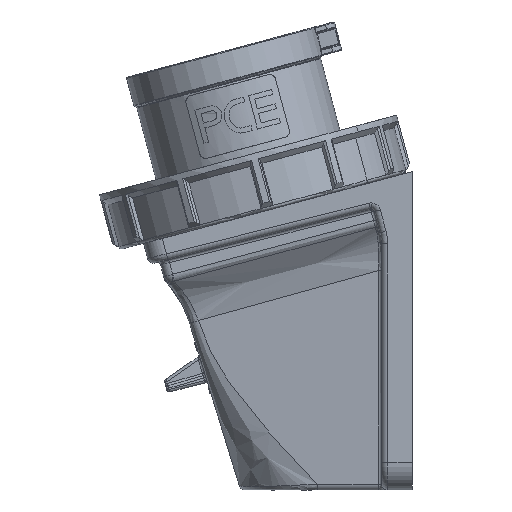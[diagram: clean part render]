
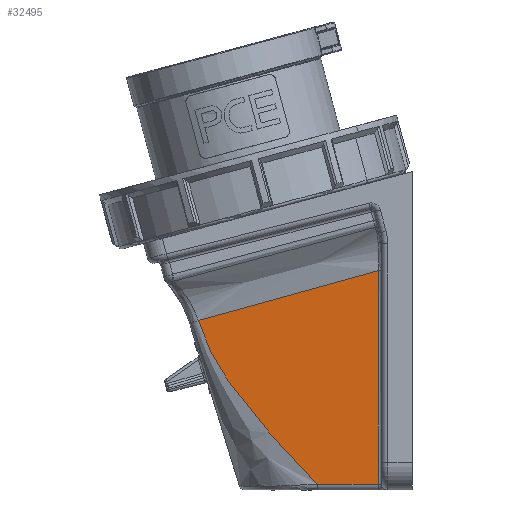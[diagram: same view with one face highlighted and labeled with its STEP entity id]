
A CAD part, left-side view. The second image highlights one B-rep face of the part: STEP entity #32495.
In plain terms, the highlighted planar face has unit normal (-0.998, 0.001, -0.056).
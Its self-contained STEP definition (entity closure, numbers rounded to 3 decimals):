
#77 = AXIS2_PLACEMENT_3D ( 'NONE', #76613, #3216, #54643 ) ;
#2592 = CARTESIAN_POINT ( 'NONE',  ( -25.234, 30.722, -101.112 ) ) ;
#3216 = DIRECTION ( 'NONE',  ( -0.998, 0.001, -0.056 ) ) ;
#4715 = EDGE_CURVE ( 'NONE', #34212, #5243, #55345, .T. ) ;
#5007 = EDGE_CURVE ( 'NONE', #40883, #89528, #50691, .T. ) ;
#5243 = VERTEX_POINT ( 'NONE', #59402 ) ;
#5694 = ORIENTED_EDGE ( 'NONE', *, *, #4715, .T. ) ;
#12889 = VECTOR ( 'NONE', #39167, 1000. ) ;
#13181 = CARTESIAN_POINT ( 'NONE',  ( -28.162, 69.246, -48.207 ) ) ;
#13479 = FACE_OUTER_BOUND ( 'NONE', #16076, .T. ) ;
#16076 = EDGE_LOOP ( 'NONE', ( #30309, #93599, #33922, #63032, #5694 ) ) ;
#18105 = CARTESIAN_POINT ( 'NONE',  ( -28.159, 69.226, -48.273 ) ) ;
#27675 = CARTESIAN_POINT ( 'NONE',  ( -29.135, 10.999, -32.046 ) ) ;
#28679 = EDGE_CURVE ( 'NONE', #5243, #88061, #75907, .T. ) ;
#30309 = ORIENTED_EDGE ( 'NONE', *, *, #28679, .T. ) ;
#31896 = CARTESIAN_POINT ( 'NONE',  ( -27.156, 63.736, -66.229 ) ) ;
#32495 = ADVANCED_FACE ( 'NONE', ( #13479 ), #91343, .T. ) ;
#33922 = ORIENTED_EDGE ( 'NONE', *, *, #5007, .T. ) ;
#34212 = VERTEX_POINT ( 'NONE', #18105 ) ;
#39018 = CARTESIAN_POINT ( 'NONE',  ( -28.16, 69.232, -48.251 ) ) ;
#39167 = DIRECTION ( 'NONE',  ( -0.056, 0., 0.998 ) ) ;
#39282 = CARTESIAN_POINT ( 'NONE',  ( -25.477, 34.899, -96.699 ) ) ;
#40883 = VERTEX_POINT ( 'NONE', #53295 ) ;
#46430 =( BOUNDED_CURVE ( )  B_SPLINE_CURVE ( 3, ( #68280, #75727, #39018, #90469 ),
 .UNSPECIFIED., .F., .F. ) 
 B_SPLINE_CURVE_WITH_KNOTS ( ( 4, 4 ),
 ( 4.394, 4.396 ),
 .UNSPECIFIED. ) 
 CURVE ( )  GEOMETRIC_REPRESENTATION_ITEM ( )  RATIONAL_B_SPLINE_CURVE ( ( 1., 1., 1., 1. ) ) 
 REPRESENTATION_ITEM ( '' )  );
#46638 = CARTESIAN_POINT ( 'NONE',  ( -25.315, 32.114, -99.641 ) ) ;
#46954 = CARTESIAN_POINT ( 'NONE',  ( -28.162, 69.246, -48.207 ) ) ;
#47362 = LINE ( 'NONE', #68428, #12889 ) ;
#49828 = CARTESIAN_POINT ( 'NONE',  ( -28.81, 30.412, -37.441 ) ) ;
#50691 = B_SPLINE_CURVE_WITH_KNOTS ( 'NONE', 3,
 ( #27675, #49828, #93903, #13181 ),
 .UNSPECIFIED., .F., .F.,
 ( 4, 4 ),
 ( 0.001, 0.061 ),
 .UNSPECIFIED. ) ;
#52569 = EDGE_CURVE ( 'NONE', #89528, #34212, #46430, .T. ) ;
#53295 = CARTESIAN_POINT ( 'NONE',  ( -29.135, 10.999, -32.046 ) ) ;
#54643 = DIRECTION ( 'NONE',  ( -0.056, 0., 0.998 ) ) ;
#55175 = CARTESIAN_POINT ( 'NONE',  ( -25.257, 9.993, -101.112 ) ) ;
#55345 = B_SPLINE_CURVE_WITH_KNOTS ( 'NONE', 3,
 ( #83351, #31896, #75980, #39282, #90724, #46638, #2592 ),
 .UNSPECIFIED., .F., .F.,
 ( 4, 3, 4 ),
 ( -0.224, -0.167, -0.162 ),
 .UNSPECIFIED. ) ;
#58553 = VECTOR ( 'NONE', #62597, 1000. ) ;
#59402 = CARTESIAN_POINT ( 'NONE',  ( -25.234, 30.722, -101.112 ) ) ;
#62597 = DIRECTION ( 'NONE',  ( -0.001, -1., 0. ) ) ;
#62736 = CARTESIAN_POINT ( 'NONE',  ( -25.255, 10.999, -101.112 ) ) ;
#62772 = EDGE_CURVE ( 'NONE', #88061, #40883, #47362, .T. ) ;
#63032 = ORIENTED_EDGE ( 'NONE', *, *, #52569, .T. ) ;
#68280 = CARTESIAN_POINT ( 'NONE',  ( -28.162, 69.246, -48.207 ) ) ;
#68428 = CARTESIAN_POINT ( 'NONE',  ( -31.264, 10.999, 5.87 ) ) ;
#75727 = CARTESIAN_POINT ( 'NONE',  ( -28.161, 69.239, -48.229 ) ) ;
#75907 = LINE ( 'NONE', #55175, #58553 ) ;
#75980 = CARTESIAN_POINT ( 'NONE',  ( -26.317, 49.317, -81.464 ) ) ;
#76613 = CARTESIAN_POINT ( 'NONE',  ( -31.265, 10., 5.87 ) ) ;
#83351 = CARTESIAN_POINT ( 'NONE',  ( -28.159, 69.226, -48.273 ) ) ;
#88061 = VERTEX_POINT ( 'NONE', #62736 ) ;
#89528 = VERTEX_POINT ( 'NONE', #46954 ) ;
#90469 = CARTESIAN_POINT ( 'NONE',  ( -28.159, 69.226, -48.273 ) ) ;
#90724 = CARTESIAN_POINT ( 'NONE',  ( -25.396, 33.507, -98.17 ) ) ;
#91343 = PLANE ( 'NONE',  #77 ) ;
#93599 = ORIENTED_EDGE ( 'NONE', *, *, #62772, .T. ) ;
#93903 = CARTESIAN_POINT ( 'NONE',  ( -28.486, 49.828, -42.828 ) ) ;
